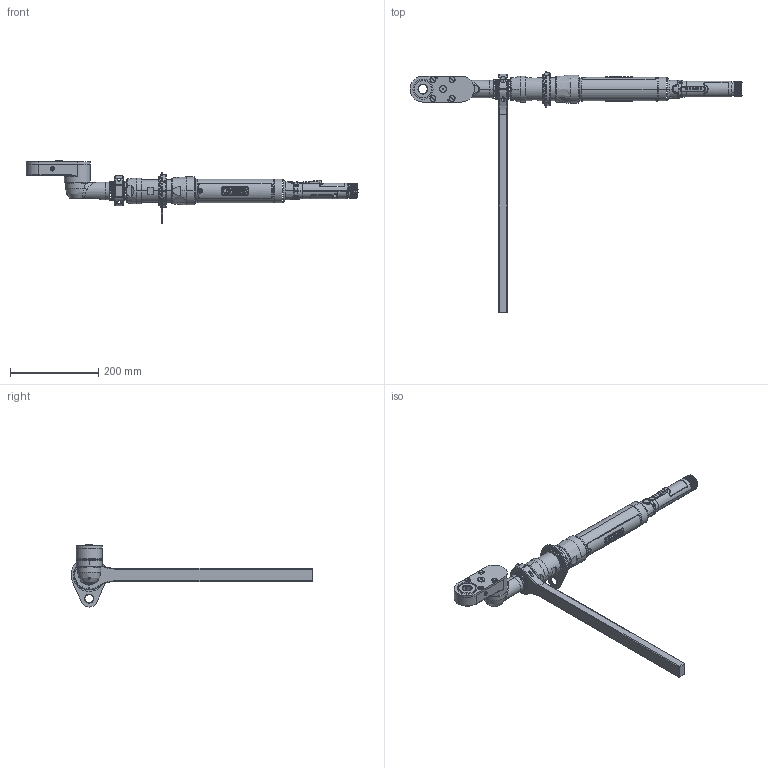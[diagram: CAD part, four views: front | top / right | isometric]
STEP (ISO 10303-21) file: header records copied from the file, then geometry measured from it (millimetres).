
FILE_DESCRIPTION((''),'2;1');
FILE_NAME('EB55LC21-216','2012-02-21T',('VST0704'),(''),'PRO/ENGINEER BY PARAMETRIC TECHNOLOGY CORPORATION, 2009460','PRO/ENGINEER BY PARAMETRIC TECHNOLOGY CORPORATION, 2009460','');
FILE_SCHEMA(('CONFIG_CONTROL_DESIGN'));
Products named in the file (1): EB55LC21-216
Bounding box: 753.48 x 549.15 x 141.19 mm (x, y, z)
Surface area: 206349.4 mm2 (no closed solid volume)
Topology: 0 solids, 206 shells, 674 faces, 3825 edges, 3313 vertices
Faces by surface type: cylinder 308, bspline 136, plane 128, cone 43, torus 43, extrusion 16
Entity records: 50726 total; most frequent: CARTESIAN_POINT 24298, DIRECTION 4855, ORIENTED_EDGE 4537, EDGE_CURVE 3823, VERTEX_POINT 3313, AXIS2_PLACEMENT_3D 1672, VECTOR 1511, LINE 1495
